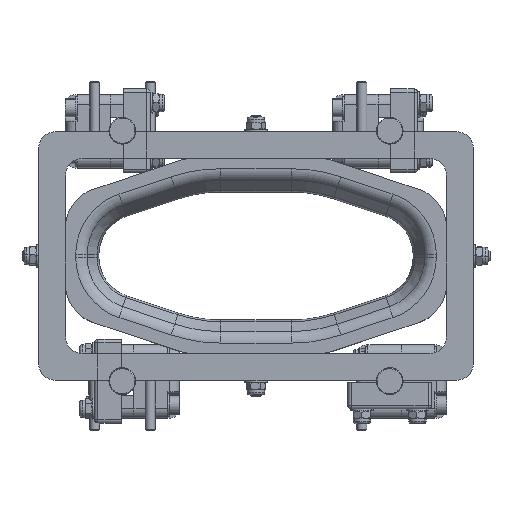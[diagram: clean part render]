
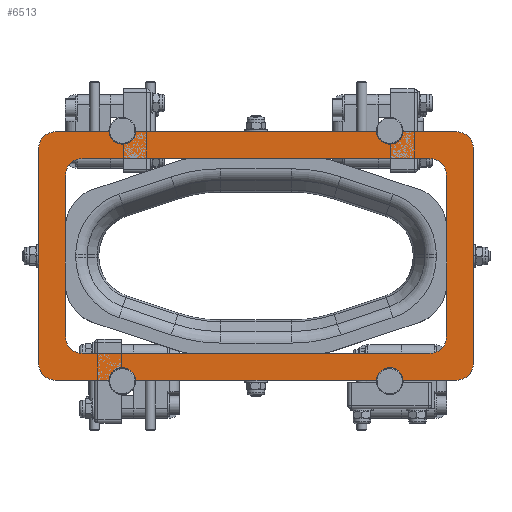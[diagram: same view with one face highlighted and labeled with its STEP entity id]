
A CAD part, top view. The second image highlights one B-rep face of the part: STEP entity #6513.
In plain terms, the highlighted planar face has unit normal (0, 0, 1).
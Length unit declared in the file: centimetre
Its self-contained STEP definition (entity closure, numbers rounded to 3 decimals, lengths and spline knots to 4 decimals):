
#760=CIRCLE('',#6908,0.4);
#762=CIRCLE('',#6911,0.4);
#764=CIRCLE('',#6914,0.4);
#766=CIRCLE('',#6917,0.4);
#769=CIRCLE('',#6922,0.5);
#770=CIRCLE('',#6923,0.5);
#771=CIRCLE('',#6924,0.5);
#772=CIRCLE('',#6925,0.5);
#773=CIRCLE('',#6926,0.5);
#774=CIRCLE('',#6927,0.5);
#775=CIRCLE('',#6928,0.5);
#776=CIRCLE('',#6929,0.5);
#1226=VERTEX_POINT('',#9611);
#1227=VERTEX_POINT('',#9613);
#1274=VERTEX_POINT('',#9740);
#1275=VERTEX_POINT('',#9742);
#1284=VERTEX_POINT('',#9774);
#1287=VERTEX_POINT('',#9779);
#1289=VERTEX_POINT('',#9784);
#1290=VERTEX_POINT('',#9786);
#1294=VERTEX_POINT('',#9808);
#1297=VERTEX_POINT('',#9843);
#1302=VERTEX_POINT('',#9880);
#1305=VERTEX_POINT('',#9915);
#1309=VERTEX_POINT('',#9936);
#1310=VERTEX_POINT('',#9937);
#1313=VERTEX_POINT('',#9946);
#1314=VERTEX_POINT('',#9948);
#1315=VERTEX_POINT('',#9951);
#1316=VERTEX_POINT('',#9953);
#1317=VERTEX_POINT('',#9955);
#1318=VERTEX_POINT('',#9957);
#1319=VERTEX_POINT('',#9959);
#1320=VERTEX_POINT('',#9962);
#1321=VERTEX_POINT('',#9964);
#1322=VERTEX_POINT('',#9966);
#1818=VECTOR('',#7724,1.);
#1862=VECTOR('',#7829,1.);
#1879=VECTOR('',#7859,1.);
#1881=VECTOR('',#7862,1.);
#1891=VECTOR('',#7903,1.);
#1892=VECTOR('',#7908,1.);
#1893=VECTOR('',#7913,1.);
#1894=VECTOR('',#7918,1.);
#2317=LINE('',#9612,#1818);
#2361=LINE('',#9741,#1862);
#2378=LINE('',#9780,#1879);
#2380=LINE('',#9785,#1881);
#2390=LINE('',#9947,#1891);
#2391=LINE('',#9952,#1892);
#2392=LINE('',#9958,#1893);
#2393=LINE('',#9963,#1894);
#2842=EDGE_CURVE('',#1226,#1227,#2317,.T.);
#2906=EDGE_CURVE('',#1274,#1275,#2361,.T.);
#2935=EDGE_CURVE('',#1287,#1284,#2378,.T.);
#2937=EDGE_CURVE('',#1289,#1290,#2380,.T.);
#2942=EDGE_CURVE('',#1289,#1294,#760,.T.);
#2946=EDGE_CURVE('',#1297,#1284,#762,.T.);
#2952=EDGE_CURVE('',#1287,#1302,#764,.T.);
#2956=EDGE_CURVE('',#1305,#1290,#766,.T.);
#2962=EDGE_CURVE('',#1309,#1302,#2378,.T.);
#2963=EDGE_CURVE('',#1297,#1310,#2378,.T.);
#2969=EDGE_CURVE('',#1313,#1226,#769,.T.);
#2970=EDGE_CURVE('',#1314,#1313,#2390,.T.);
#2971=EDGE_CURVE('',#1275,#1314,#770,.T.);
#2972=EDGE_CURVE('',#1315,#1274,#771,.T.);
#2973=EDGE_CURVE('',#1316,#1315,#2391,.T.);
#2974=EDGE_CURVE('',#1227,#1316,#772,.T.);
#2975=EDGE_CURVE('',#1317,#1294,#2380,.T.);
#2976=EDGE_CURVE('',#1318,#1317,#773,.T.);
#2977=EDGE_CURVE('',#1319,#1318,#2392,.T.);
#2978=EDGE_CURVE('',#1310,#1319,#774,.T.);
#2979=EDGE_CURVE('',#1320,#1309,#775,.T.);
#2980=EDGE_CURVE('',#1321,#1320,#2393,.T.);
#2981=EDGE_CURVE('',#1322,#1321,#776,.T.);
#2982=EDGE_CURVE('',#1305,#1322,#2380,.T.);
#4063=ORIENTED_EDGE('',*,*,#2969,.F.);
#4064=ORIENTED_EDGE('',*,*,#2970,.F.);
#4065=ORIENTED_EDGE('',*,*,#2971,.F.);
#4066=ORIENTED_EDGE('',*,*,#2906,.F.);
#4067=ORIENTED_EDGE('',*,*,#2972,.F.);
#4068=ORIENTED_EDGE('',*,*,#2973,.F.);
#4069=ORIENTED_EDGE('',*,*,#2974,.F.);
#4070=ORIENTED_EDGE('',*,*,#2842,.F.);
#4071=ORIENTED_EDGE('',*,*,#2942,.T.);
#4072=ORIENTED_EDGE('',*,*,#2975,.F.);
#4073=ORIENTED_EDGE('',*,*,#2976,.F.);
#4074=ORIENTED_EDGE('',*,*,#2977,.F.);
#4075=ORIENTED_EDGE('',*,*,#2978,.F.);
#4076=ORIENTED_EDGE('',*,*,#2963,.F.);
#4077=ORIENTED_EDGE('',*,*,#2946,.T.);
#4078=ORIENTED_EDGE('',*,*,#2935,.F.);
#4079=ORIENTED_EDGE('',*,*,#2952,.T.);
#4080=ORIENTED_EDGE('',*,*,#2962,.F.);
#4081=ORIENTED_EDGE('',*,*,#2979,.F.);
#4082=ORIENTED_EDGE('',*,*,#2980,.F.);
#4083=ORIENTED_EDGE('',*,*,#2981,.F.);
#4084=ORIENTED_EDGE('',*,*,#2982,.F.);
#4085=ORIENTED_EDGE('',*,*,#2956,.T.);
#4086=ORIENTED_EDGE('',*,*,#2937,.F.);
#5613=EDGE_LOOP('',(#4063,#4064,#4065,#4066,#4067,#4068,#4069,#4070));
#5614=EDGE_LOOP('',(#4071,#4072,#4073,#4074,#4075,#4076,#4077,#4078,#4079,
#4080,#4081,#4082,#4083,#4084,#4085,#4086));
#6076=FACE_BOUND('',#5613,.T.);
#6077=FACE_BOUND('',#5614,.T.);
#6513=ADVANCED_FACE('',(#6076,#6077),#11601,.T.);
#6908=AXIS2_PLACEMENT_3D('',#9809,#7868,#7869);
#6911=AXIS2_PLACEMENT_3D('',#9842,#7874,#7875);
#6914=AXIS2_PLACEMENT_3D('',#9881,#7882,#7883);
#6917=AXIS2_PLACEMENT_3D('',#9914,#7888,#7889);
#6921=AXIS2_PLACEMENT_3D('',#9944,#7900,$);
#6922=AXIS2_PLACEMENT_3D('',#9945,#7901,#7902);
#6923=AXIS2_PLACEMENT_3D('',#9949,#7904,#7905);
#6924=AXIS2_PLACEMENT_3D('',#9950,#7906,#7907);
#6925=AXIS2_PLACEMENT_3D('',#9954,#7909,#7910);
#6926=AXIS2_PLACEMENT_3D('',#9956,#7911,#7912);
#6927=AXIS2_PLACEMENT_3D('',#9960,#7914,#7915);
#6928=AXIS2_PLACEMENT_3D('',#9961,#7916,#7917);
#6929=AXIS2_PLACEMENT_3D('',#9965,#7919,#7920);
#7724=DIRECTION('',(1.,0.,0.));
#7829=DIRECTION('',(-1.,0.,0.));
#7859=DIRECTION('',(-1.,0.,0.));
#7862=DIRECTION('',(1.,0.,0.));
#7868=DIRECTION('',(0.,0.,-1.));
#7869=DIRECTION('',(-0.4,0.,0.));
#7874=DIRECTION('',(0.,0.,-1.));
#7875=DIRECTION('',(-0.4,0.,0.));
#7882=DIRECTION('',(0.,0.,-1.));
#7883=DIRECTION('',(-0.4,0.,0.));
#7888=DIRECTION('',(0.,0.,-1.));
#7889=DIRECTION('',(-0.4,0.,0.));
#7900=DIRECTION('',(0.,0.,1.));
#7901=DIRECTION('',(0.,0.,1.));
#7902=DIRECTION('',(-0.354,-0.354,0.));
#7903=DIRECTION('',(0.,-1.,0.));
#7904=DIRECTION('',(0.,0.,1.));
#7905=DIRECTION('',(-0.354,0.354,0.));
#7906=DIRECTION('',(0.,0.,1.));
#7907=DIRECTION('',(0.354,0.354,0.));
#7908=DIRECTION('',(0.,1.,0.));
#7909=DIRECTION('',(0.,0.,1.));
#7910=DIRECTION('',(0.354,-0.354,0.));
#7911=DIRECTION('',(0.,0.,-1.));
#7912=DIRECTION('',(-0.354,0.354,0.));
#7913=DIRECTION('',(0.,1.,0.));
#7914=DIRECTION('',(0.,0.,-1.));
#7915=DIRECTION('',(-0.354,-0.354,0.));
#7916=DIRECTION('',(0.,0.,-1.));
#7917=DIRECTION('',(0.354,-0.354,0.));
#7918=DIRECTION('',(0.,-1.,0.));
#7919=DIRECTION('',(0.,0.,-1.));
#7920=DIRECTION('',(0.354,0.354,0.));
#9611=CARTESIAN_POINT('',(1.3,0.8,1.2));
#9612=CARTESIAN_POINT('',(0.8,0.8,1.2));
#9613=CARTESIAN_POINT('',(11.7,0.8,1.2));
#9740=CARTESIAN_POINT('',(11.7,6.63,1.2));
#9741=CARTESIAN_POINT('',(12.2,6.63,1.2));
#9742=CARTESIAN_POINT('',(1.3,6.63,1.2));
#9774=CARTESIAN_POINT('',(2.8989,0.,1.2));
#9779=CARTESIAN_POINT('',(10.1011,0.,1.2));
#9780=CARTESIAN_POINT('',(13.,0.,1.2));
#9784=CARTESIAN_POINT('',(2.8989,7.43,1.2));
#9785=CARTESIAN_POINT('',(0.,7.43,1.2));
#9786=CARTESIAN_POINT('',(10.1011,7.43,1.2));
#9808=CARTESIAN_POINT('',(2.1011,7.43,1.2));
#9809=CARTESIAN_POINT('',(2.5,7.46,1.2));
#9842=CARTESIAN_POINT('',(2.5,-0.03,1.2));
#9843=CARTESIAN_POINT('',(2.1011,0.,1.2));
#9880=CARTESIAN_POINT('',(10.8989,0.,1.2));
#9881=CARTESIAN_POINT('',(10.5,-0.03,1.2));
#9914=CARTESIAN_POINT('',(10.5,7.46,1.2));
#9915=CARTESIAN_POINT('',(10.8989,7.43,1.2));
#9936=CARTESIAN_POINT('',(12.5,0.,1.2));
#9937=CARTESIAN_POINT('',(0.5,0.,1.2));
#9944=CARTESIAN_POINT('',(6.5,3.715,1.2));
#9945=CARTESIAN_POINT('',(1.3,1.3,1.2));
#9946=CARTESIAN_POINT('',(0.8,1.3,1.2));
#9947=CARTESIAN_POINT('',(0.8,6.63,1.2));
#9948=CARTESIAN_POINT('',(0.8,6.13,1.2));
#9949=CARTESIAN_POINT('',(1.3,6.13,1.2));
#9950=CARTESIAN_POINT('',(11.7,6.13,1.2));
#9951=CARTESIAN_POINT('',(12.2,6.13,1.2));
#9952=CARTESIAN_POINT('',(12.2,0.8,1.2));
#9953=CARTESIAN_POINT('',(12.2,1.3,1.2));
#9954=CARTESIAN_POINT('',(11.7,1.3,1.2));
#9955=CARTESIAN_POINT('',(0.5,7.43,1.2));
#9956=CARTESIAN_POINT('',(0.5,6.93,1.2));
#9957=CARTESIAN_POINT('',(0.,6.93,1.2));
#9958=CARTESIAN_POINT('',(0.,0.,1.2));
#9959=CARTESIAN_POINT('',(0.,0.5,1.2));
#9960=CARTESIAN_POINT('',(0.5,0.5,1.2));
#9961=CARTESIAN_POINT('',(12.5,0.5,1.2));
#9962=CARTESIAN_POINT('',(13.,0.5,1.2));
#9963=CARTESIAN_POINT('',(13.,7.43,1.2));
#9964=CARTESIAN_POINT('',(13.,6.93,1.2));
#9965=CARTESIAN_POINT('',(12.5,6.93,1.2));
#9966=CARTESIAN_POINT('',(12.5,7.43,1.2));
#11601=PLANE('',#6921);
